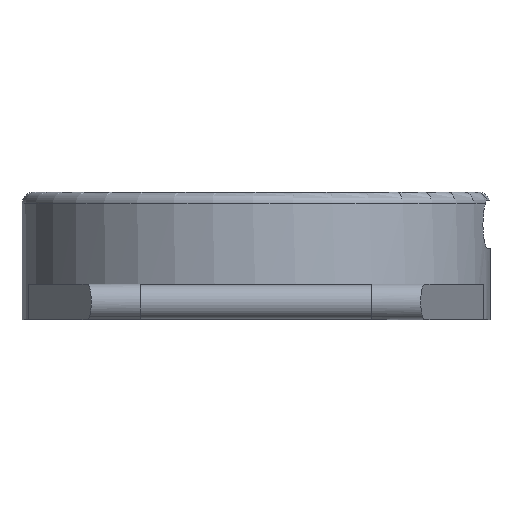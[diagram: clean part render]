
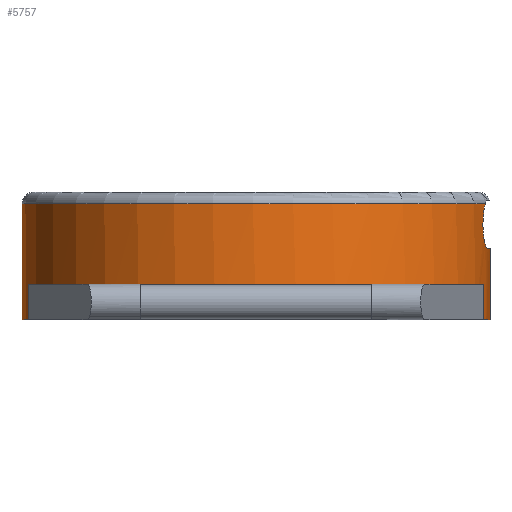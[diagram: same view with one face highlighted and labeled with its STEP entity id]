
A CAD part, front view. The second image highlights one B-rep face of the part: STEP entity #5757.
In plain terms, the highlighted cylindrical face has radius 20.2 mm (diameter 40.4 mm), a full revolution.
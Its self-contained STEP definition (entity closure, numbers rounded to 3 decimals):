
#27=B_SPLINE_CURVE_WITH_KNOTS('',3,(#8751,#8752,#8753,#8754,#8755,#8756,
#8757,#8758),.UNSPECIFIED.,.F.,.F.,(4,2,2,4),(-0.192,-0.151,
-0.075,0.),.UNSPECIFIED.);
#28=B_SPLINE_CURVE_WITH_KNOTS('',3,(#8762,#8763,#8764,#8765,#8766,#8767,
#8768,#8769,#8770,#8771),.UNSPECIFIED.,.F.,.F.,(4,2,2,2,4),(0.,0.075,
0.151,0.228,0.304),.UNSPECIFIED.);
#29=B_SPLINE_CURVE_WITH_KNOTS('',3,(#8778,#8779,#8780,#8781,#8782,#8783,
#8784,#8785,#8786,#8787),.UNSPECIFIED.,.F.,.F.,(4,2,2,2,4),(0.302,
0.379,0.456,0.531,0.606),
 .UNSPECIFIED.);
#30=B_SPLINE_CURVE_WITH_KNOTS('',3,(#8790,#8791,#8792,#8793,#8794,#8795,
#8796,#8797),.UNSPECIFIED.,.F.,.F.,(4,2,2,4),(0.606,0.682,
0.757,0.798),.UNSPECIFIED.);
#64=CYLINDRICAL_SURFACE('',#6121,20.2);
#434=LINE('',#8760,#1131);
#435=LINE('',#8774,#1132);
#436=LINE('',#8789,#1133);
#1131=VECTOR('',#7076,10.);
#1132=VECTOR('',#7079,20.2);
#1133=VECTOR('',#7082,10.);
#1639=FACE_OUTER_BOUND('',#1938,.T.);
#1938=EDGE_LOOP('',(#4442,#4443,#4444,#4445,#4446,#4447,#4448,#4449,#4450,
#4451,#4452,#4453,#4454));
#2116=CIRCLE('',#5934,20.2);
#2174=CIRCLE('',#6117,20.2);
#2176=CIRCLE('',#6119,20.2);
#2178=CIRCLE('',#6122,20.2);
#2179=CIRCLE('',#6123,20.2);
#2263=VERTEX_POINT('',#7978);
#2513=VERTEX_POINT('',#8725);
#2514=VERTEX_POINT('',#8727);
#2517=VERTEX_POINT('',#8740);
#2518=VERTEX_POINT('',#8750);
#2519=VERTEX_POINT('',#8759);
#2520=VERTEX_POINT('',#8761);
#2521=VERTEX_POINT('',#8772);
#2522=VERTEX_POINT('',#8775);
#2523=VERTEX_POINT('',#8777);
#2524=VERTEX_POINT('',#8788);
#2835=EDGE_CURVE('',#2263,#2263,#2116,.T.);
#3208=EDGE_CURVE('',#2513,#2514,#2174,.T.);
#3212=EDGE_CURVE('',#2517,#2513,#2176,.T.);
#3214=EDGE_CURVE('',#2517,#2518,#27,.T.);
#3215=EDGE_CURVE('',#2518,#2519,#434,.T.);
#3216=EDGE_CURVE('',#2519,#2520,#28,.T.);
#3217=EDGE_CURVE('',#2520,#2521,#2178,.T.);
#3218=EDGE_CURVE('',#2521,#2263,#435,.T.);
#3219=EDGE_CURVE('',#2521,#2522,#2179,.T.);
#3220=EDGE_CURVE('',#2522,#2523,#29,.T.);
#3221=EDGE_CURVE('',#2523,#2524,#436,.T.);
#3222=EDGE_CURVE('',#2524,#2514,#30,.T.);
#4442=ORIENTED_EDGE('',*,*,#3212,.F.);
#4443=ORIENTED_EDGE('',*,*,#3214,.T.);
#4444=ORIENTED_EDGE('',*,*,#3215,.T.);
#4445=ORIENTED_EDGE('',*,*,#3216,.T.);
#4446=ORIENTED_EDGE('',*,*,#3217,.T.);
#4447=ORIENTED_EDGE('',*,*,#3218,.T.);
#4448=ORIENTED_EDGE('',*,*,#2835,.F.);
#4449=ORIENTED_EDGE('',*,*,#3218,.F.);
#4450=ORIENTED_EDGE('',*,*,#3219,.T.);
#4451=ORIENTED_EDGE('',*,*,#3220,.T.);
#4452=ORIENTED_EDGE('',*,*,#3221,.T.);
#4453=ORIENTED_EDGE('',*,*,#3222,.T.);
#4454=ORIENTED_EDGE('',*,*,#3208,.F.);
#5757=ADVANCED_FACE('',(#1639),#64,.T.);
#5934=AXIS2_PLACEMENT_3D('',#7979,#6385,#6386);
#6117=AXIS2_PLACEMENT_3D('',#8728,#7066,#7067);
#6119=AXIS2_PLACEMENT_3D('',#8747,#7070,#7071);
#6121=AXIS2_PLACEMENT_3D('',#8749,#7074,#7075);
#6122=AXIS2_PLACEMENT_3D('',#8773,#7077,#7078);
#6123=AXIS2_PLACEMENT_3D('',#8776,#7080,#7081);
#6385=DIRECTION('center_axis',(0.,0.,-1.));
#6386=DIRECTION('ref_axis',(-0.909,-0.418,0.));
#7066=DIRECTION('center_axis',(0.,0.,1.));
#7067=DIRECTION('ref_axis',(-1.,0.,0.));
#7070=DIRECTION('center_axis',(0.,0.,1.));
#7071=DIRECTION('ref_axis',(-1.,0.,0.));
#7074=DIRECTION('center_axis',(0.,0.,1.));
#7075=DIRECTION('ref_axis',(-1.,0.,0.));
#7076=DIRECTION('',(0.,0.,-1.));
#7077=DIRECTION('center_axis',(0.,0.,-1.));
#7078=DIRECTION('ref_axis',(-1.,0.,0.));
#7079=DIRECTION('',(0.,0.,-1.));
#7080=DIRECTION('center_axis',(0.,0.,-1.));
#7081=DIRECTION('ref_axis',(-1.,0.,0.));
#7082=DIRECTION('',(0.,0.,1.));
#7978=CARTESIAN_POINT('',(19.308,-2.3,-1.5));
#7979=CARTESIAN_POINT('Origin',(-0.892,-2.3,-1.5));
#8725=CARTESIAN_POINT('',(-21.092,-2.3,8.5));
#8727=CARTESIAN_POINT('',(18.906,-6.311,8.5));
#8728=CARTESIAN_POINT('Origin',(-0.892,-2.3,8.5));
#8740=CARTESIAN_POINT('',(18.869,1.89,8.5));
#8747=CARTESIAN_POINT('Origin',(-0.892,-2.3,8.5));
#8749=CARTESIAN_POINT('Origin',(-0.892,-2.3,-0.5));
#8750=CARTESIAN_POINT('',(18.657,2.79,6.83));
#8751=CARTESIAN_POINT('Ctrl Pts',(18.869,1.89,8.5));
#8752=CARTESIAN_POINT('Ctrl Pts',(18.844,2.008,8.423));
#8753=CARTESIAN_POINT('Ctrl Pts',(18.82,2.115,8.334));
#8754=CARTESIAN_POINT('Ctrl Pts',(18.759,2.384,8.063));
#8755=CARTESIAN_POINT('Ctrl Pts',(18.721,2.537,7.839));
#8756=CARTESIAN_POINT('Ctrl Pts',(18.67,2.739,7.349));
#8757=CARTESIAN_POINT('Ctrl Pts',(18.657,2.79,7.081));
#8758=CARTESIAN_POINT('Ctrl Pts',(18.657,2.79,6.83));
#8759=CARTESIAN_POINT('',(18.657,2.79,6.63));
#8760=CARTESIAN_POINT('',(18.657,2.79,-0.5));
#8761=CARTESIAN_POINT('',(19.071,0.79,4.63));
#8762=CARTESIAN_POINT('Ctrl Pts',(18.657,2.79,6.63));
#8763=CARTESIAN_POINT('Ctrl Pts',(18.657,2.79,6.379));
#8764=CARTESIAN_POINT('Ctrl Pts',(18.67,2.739,6.111));
#8765=CARTESIAN_POINT('Ctrl Pts',(18.721,2.537,5.621));
#8766=CARTESIAN_POINT('Ctrl Pts',(18.759,2.384,5.397));
#8767=CARTESIAN_POINT('Ctrl Pts',(18.839,2.031,5.042));
#8768=CARTESIAN_POINT('Ctrl Pts',(18.888,1.806,4.887));
#8769=CARTESIAN_POINT('Ctrl Pts',(18.984,1.312,4.681));
#8770=CARTESIAN_POINT('Ctrl Pts',(19.031,1.043,4.63));
#8771=CARTESIAN_POINT('Ctrl Pts',(19.071,0.79,4.63));
#8772=CARTESIAN_POINT('',(19.308,-2.3,4.63));
#8773=CARTESIAN_POINT('Origin',(-0.892,-2.3,4.63));
#8774=CARTESIAN_POINT('',(19.308,-2.3,-0.5));
#8775=CARTESIAN_POINT('',(19.098,-5.21,4.63));
#8776=CARTESIAN_POINT('Origin',(-0.892,-2.3,4.63));
#8777=CARTESIAN_POINT('',(18.702,-7.21,6.63));
#8778=CARTESIAN_POINT('Ctrl Pts',(19.098,-5.21,4.63));
#8779=CARTESIAN_POINT('Ctrl Pts',(19.061,-5.463,4.63));
#8780=CARTESIAN_POINT('Ctrl Pts',(19.016,-5.732,4.681));
#8781=CARTESIAN_POINT('Ctrl Pts',(18.925,-6.226,4.887));
#8782=CARTESIAN_POINT('Ctrl Pts',(18.878,-6.451,5.042));
#8783=CARTESIAN_POINT('Ctrl Pts',(18.8,-6.804,5.397));
#8784=CARTESIAN_POINT('Ctrl Pts',(18.764,-6.957,5.62));
#8785=CARTESIAN_POINT('Ctrl Pts',(18.715,-7.16,6.111));
#8786=CARTESIAN_POINT('Ctrl Pts',(18.702,-7.21,6.379));
#8787=CARTESIAN_POINT('Ctrl Pts',(18.702,-7.21,6.63));
#8788=CARTESIAN_POINT('',(18.702,-7.21,6.83));
#8789=CARTESIAN_POINT('',(18.702,-7.21,-0.5));
#8790=CARTESIAN_POINT('Ctrl Pts',(18.702,-7.21,6.83));
#8791=CARTESIAN_POINT('Ctrl Pts',(18.702,-7.21,7.081));
#8792=CARTESIAN_POINT('Ctrl Pts',(18.715,-7.16,7.349));
#8793=CARTESIAN_POINT('Ctrl Pts',(18.764,-6.957,7.84));
#8794=CARTESIAN_POINT('Ctrl Pts',(18.8,-6.804,8.063));
#8795=CARTESIAN_POINT('Ctrl Pts',(18.86,-6.535,8.334));
#8796=CARTESIAN_POINT('Ctrl Pts',(18.882,-6.428,8.423));
#8797=CARTESIAN_POINT('Ctrl Pts',(18.906,-6.311,8.5));
